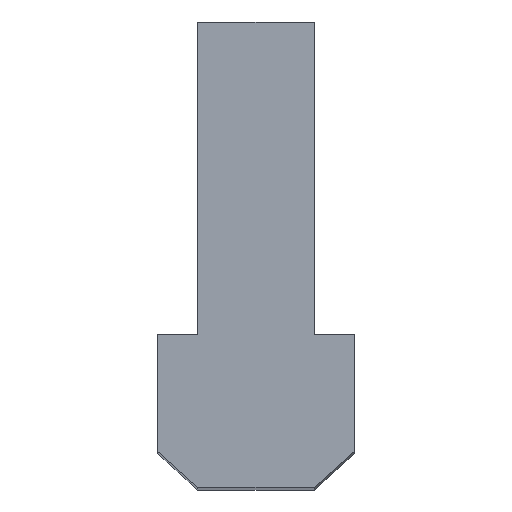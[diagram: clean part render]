
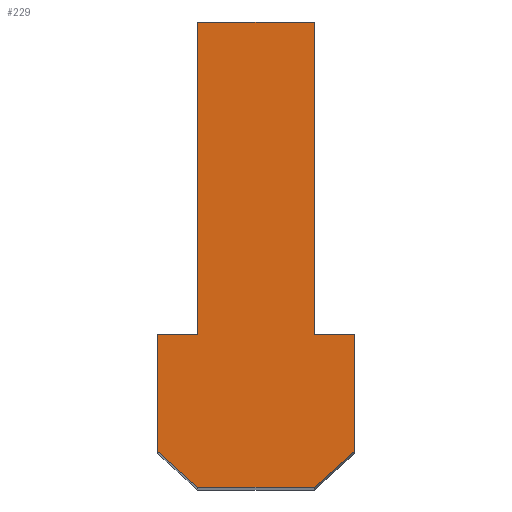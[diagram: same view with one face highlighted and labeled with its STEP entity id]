
A CAD part, top view. The second image highlights one B-rep face of the part: STEP entity #229.
In plain terms, the highlighted planar face has unit normal (0, 0, 1).
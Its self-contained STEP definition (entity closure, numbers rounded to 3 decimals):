
#23=FACE_OUTER_BOUND($,#35,.T.);
#35=EDGE_LOOP($,(#187,#188,#189,#190,#191,#192,#193,#194,#195,#196));
#37=LINE($,#306,#67);
#41=LINE($,#314,#71);
#44=LINE($,#320,#74);
#47=LINE($,#326,#77);
#50=LINE($,#332,#80);
#53=LINE($,#338,#83);
#56=LINE($,#344,#86);
#59=LINE($,#350,#89);
#62=LINE($,#356,#92);
#65=LINE($,#361,#95);
#67=VECTOR($,#250,8.);
#71=VECTOR($,#256,2.75);
#74=VECTOR($,#261,21.5);
#77=VECTOR($,#266,8.);
#80=VECTOR($,#271,21.5);
#83=VECTOR($,#276,2.75);
#86=VECTOR($,#281,8.);
#89=VECTOR($,#286,3.717);
#92=VECTOR($,#291,8.);
#95=VECTOR($,#296,3.717);
#97=VERTEX_POINT($,#304);
#98=VERTEX_POINT($,#305);
#101=VERTEX_POINT($,#313);
#103=VERTEX_POINT($,#319);
#105=VERTEX_POINT($,#325);
#107=VERTEX_POINT($,#331);
#109=VERTEX_POINT($,#337);
#111=VERTEX_POINT($,#343);
#113=VERTEX_POINT($,#349);
#115=VERTEX_POINT($,#355);
#117=EDGE_CURVE($,#97,#98,#37,.T.);
#121=EDGE_CURVE($,#98,#101,#41,.T.);
#124=EDGE_CURVE($,#101,#103,#44,.T.);
#127=EDGE_CURVE($,#103,#105,#47,.T.);
#130=EDGE_CURVE($,#105,#107,#50,.T.);
#133=EDGE_CURVE($,#107,#109,#53,.T.);
#136=EDGE_CURVE($,#109,#111,#56,.T.);
#139=EDGE_CURVE($,#111,#113,#59,.T.);
#142=EDGE_CURVE($,#113,#115,#62,.T.);
#145=EDGE_CURVE($,#115,#97,#65,.T.);
#187=ORIENTED_EDGE($,*,*,#133,.F.);
#188=ORIENTED_EDGE($,*,*,#130,.F.);
#189=ORIENTED_EDGE($,*,*,#127,.F.);
#190=ORIENTED_EDGE($,*,*,#124,.F.);
#191=ORIENTED_EDGE($,*,*,#121,.F.);
#192=ORIENTED_EDGE($,*,*,#117,.F.);
#193=ORIENTED_EDGE($,*,*,#145,.F.);
#194=ORIENTED_EDGE($,*,*,#142,.F.);
#195=ORIENTED_EDGE($,*,*,#139,.F.);
#196=ORIENTED_EDGE($,*,*,#136,.F.);
#217=PLANE($,#244);
#229=ADVANCED_FACE($,(#23),#217,.T.);
#244=AXIS2_PLACEMENT_3D($,#363,#298,#299);
#250=DIRECTION($,(0.,1.,0.));
#256=DIRECTION($,(1.,0.,0.));
#261=DIRECTION($,(0.,1.,0.));
#266=DIRECTION($,(1.,0.,0.));
#271=DIRECTION($,(0.,-1.,0.));
#276=DIRECTION($,(1.,0.,0.));
#281=DIRECTION($,(0.,-1.,0.));
#286=DIRECTION($,(-0.74,-0.673,0.));
#291=DIRECTION($,(-1.,0.,0.));
#296=DIRECTION($,(-0.74,0.673,0.));
#298=DIRECTION('center_axis',(0.,0.,1.));
#299=DIRECTION('ref_axis',(1.,0.,0.));
#304=CARTESIAN_POINT('',(-6.75,-8.,100.));
#305=CARTESIAN_POINT('',(-6.75,0.,100.));
#306=CARTESIAN_POINT($,(-6.75,-1.25,100.));
#313=CARTESIAN_POINT('',(-4.,0.,100.));
#314=CARTESIAN_POINT($,(-3.375,0.,100.));
#319=CARTESIAN_POINT('',(-4.,21.5,100.));
#320=CARTESIAN_POINT($,(-4.,2.75,100.));
#325=CARTESIAN_POINT('',(4.,21.5,100.));
#326=CARTESIAN_POINT($,(-2.,21.5,100.));
#331=CARTESIAN_POINT('',(4.,0.,100.));
#332=CARTESIAN_POINT($,(4.,13.5,100.));
#337=CARTESIAN_POINT('',(6.75,0.,100.));
#338=CARTESIAN_POINT($,(2.,0.,100.));
#343=CARTESIAN_POINT('',(6.75,-8.,100.));
#344=CARTESIAN_POINT($,(6.75,2.75,100.));
#349=CARTESIAN_POINT('',(4.,-10.5,100.));
#350=CARTESIAN_POINT($,(8.262,-6.626,100.));
#355=CARTESIAN_POINT('',(-4.,-10.5,100.));
#356=CARTESIAN_POINT($,(2.,-10.5,100.));
#361=CARTESIAN_POINT($,(-6.887,-7.876,100.));
#363=CARTESIAN_POINT('Origin',(0.,5.5,100.));
